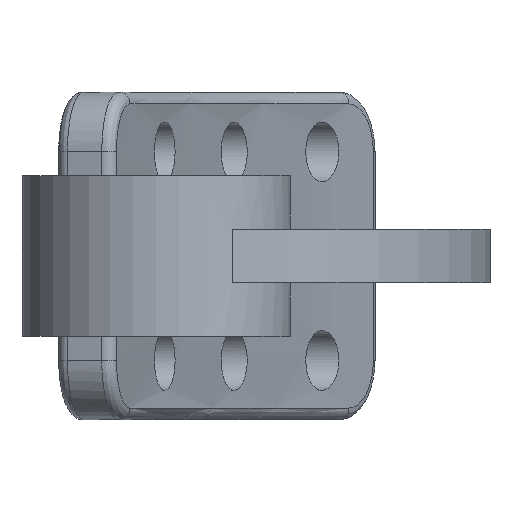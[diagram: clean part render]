
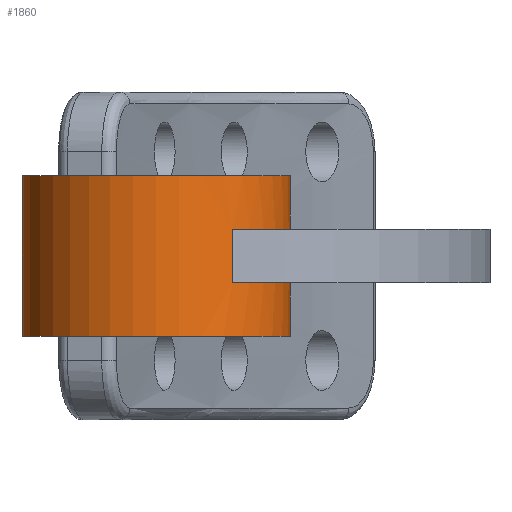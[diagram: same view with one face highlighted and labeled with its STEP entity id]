
A CAD part, front view. The second image highlights one B-rep face of the part: STEP entity #1860.
In plain terms, the highlighted cylindrical face has radius 22.5 mm (diameter 45 mm), a full revolution.
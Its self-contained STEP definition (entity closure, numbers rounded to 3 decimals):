
#161=LINE('',#4726,#301);
#165=LINE('',#4733,#305);
#167=LINE('',#4737,#307);
#168=LINE('',#4738,#308);
#301=VECTOR('',#2340,9.);
#305=VECTOR('',#2350,9.);
#307=VECTOR('',#2356,22.5);
#308=VECTOR('',#2357,22.5);
#381=CYLINDRICAL_SURFACE('',#2037,22.5);
#468=FACE_OUTER_BOUND('',#598,.T.);
#598=EDGE_LOOP('',(#1441,#1442,#1443,#1444,#1445,#1446,#1447,#1448,#1449,
#1450,#1451,#1452));
#685=CIRCLE('',#1960,22.5);
#687=CIRCLE('',#1963,22.5);
#696=CIRCLE('',#1976,22.5);
#697=CIRCLE('',#1977,22.5);
#725=CIRCLE('',#2006,22.5);
#726=CIRCLE('',#2007,22.5);
#767=VERTEX_POINT('',#2598);
#769=VERTEX_POINT('',#2603);
#826=VERTEX_POINT('',#4372);
#827=VERTEX_POINT('',#4374);
#828=VERTEX_POINT('',#4376);
#884=VERTEX_POINT('',#4501);
#885=VERTEX_POINT('',#4503);
#886=VERTEX_POINT('',#4505);
#955=EDGE_CURVE('',#767,#767,#685,.T.);
#957=EDGE_CURVE('',#769,#769,#687,.T.);
#1017=EDGE_CURVE('',#827,#826,#696,.T.);
#1018=EDGE_CURVE('',#828,#827,#697,.T.);
#1075=EDGE_CURVE('',#884,#885,#725,.T.);
#1076=EDGE_CURVE('',#885,#886,#726,.T.);
#1131=EDGE_CURVE('',#828,#884,#161,.T.);
#1135=EDGE_CURVE('',#826,#886,#165,.T.);
#1137=EDGE_CURVE('',#769,#885,#167,.T.);
#1138=EDGE_CURVE('',#827,#767,#168,.T.);
#1441=ORIENTED_EDGE('',*,*,#957,.F.);
#1442=ORIENTED_EDGE('',*,*,#1137,.T.);
#1443=ORIENTED_EDGE('',*,*,#1075,.F.);
#1444=ORIENTED_EDGE('',*,*,#1131,.F.);
#1445=ORIENTED_EDGE('',*,*,#1018,.T.);
#1446=ORIENTED_EDGE('',*,*,#1138,.T.);
#1447=ORIENTED_EDGE('',*,*,#955,.F.);
#1448=ORIENTED_EDGE('',*,*,#1138,.F.);
#1449=ORIENTED_EDGE('',*,*,#1017,.T.);
#1450=ORIENTED_EDGE('',*,*,#1135,.T.);
#1451=ORIENTED_EDGE('',*,*,#1076,.F.);
#1452=ORIENTED_EDGE('',*,*,#1137,.F.);
#1860=ADVANCED_FACE('',(#468),#381,.T.);
#1960=AXIS2_PLACEMENT_3D('',#2599,#2128,#2129);
#1963=AXIS2_PLACEMENT_3D('',#2604,#2134,#2135);
#1976=AXIS2_PLACEMENT_3D('',#4375,#2172,#2173);
#1977=AXIS2_PLACEMENT_3D('',#4377,#2174,#2175);
#2006=AXIS2_PLACEMENT_3D('',#4504,#2260,#2261);
#2007=AXIS2_PLACEMENT_3D('',#4506,#2262,#2263);
#2037=AXIS2_PLACEMENT_3D('',#4736,#2354,#2355);
#2128=DIRECTION('center_axis',(0.,0.,1.));
#2129=DIRECTION('ref_axis',(1.,0.,0.));
#2134=DIRECTION('center_axis',(0.,0.,-1.));
#2135=DIRECTION('ref_axis',(1.,0.,0.));
#2172=DIRECTION('center_axis',(0.,0.,1.));
#2173=DIRECTION('ref_axis',(1.,0.,0.));
#2174=DIRECTION('center_axis',(0.,0.,1.));
#2175=DIRECTION('ref_axis',(1.,0.,0.));
#2260=DIRECTION('center_axis',(0.,0.,1.));
#2261=DIRECTION('ref_axis',(1.,0.,0.));
#2262=DIRECTION('center_axis',(0.,0.,1.));
#2263=DIRECTION('ref_axis',(1.,0.,0.));
#2340=DIRECTION('',(0.,0.,-1.));
#2350=DIRECTION('',(0.,0.,-1.));
#2354=DIRECTION('center_axis',(0.,0.,-1.));
#2355=DIRECTION('ref_axis',(-1.,0.,0.));
#2356=DIRECTION('',(0.,0.,1.));
#2357=DIRECTION('',(0.,0.,1.));
#2598=CARTESIAN_POINT('',(46.5,0.,13.5));
#2599=CARTESIAN_POINT('Origin',(24.,0.,13.5));
#2603=CARTESIAN_POINT('',(46.5,0.,-13.5));
#2604=CARTESIAN_POINT('Origin',(24.,0.,-13.5));
#4372=CARTESIAN_POINT('',(30.712,21.476,4.5));
#4374=CARTESIAN_POINT('',(46.5,0.,4.5));
#4375=CARTESIAN_POINT('Origin',(24.,0.,4.5));
#4376=CARTESIAN_POINT('',(36.771,-18.524,4.5));
#4377=CARTESIAN_POINT('Origin',(24.,0.,4.5));
#4501=CARTESIAN_POINT('',(36.771,-18.524,-4.5));
#4503=CARTESIAN_POINT('',(46.5,0.,-4.5));
#4504=CARTESIAN_POINT('Origin',(24.,0.,-4.5));
#4505=CARTESIAN_POINT('',(30.712,21.476,-4.5));
#4506=CARTESIAN_POINT('Origin',(24.,0.,-4.5));
#4726=CARTESIAN_POINT('',(36.771,-18.524,4.5));
#4733=CARTESIAN_POINT('',(30.712,21.476,4.5));
#4736=CARTESIAN_POINT('Origin',(24.,0.,11.5));
#4737=CARTESIAN_POINT('',(46.5,0.,11.5));
#4738=CARTESIAN_POINT('',(46.5,0.,11.5));
